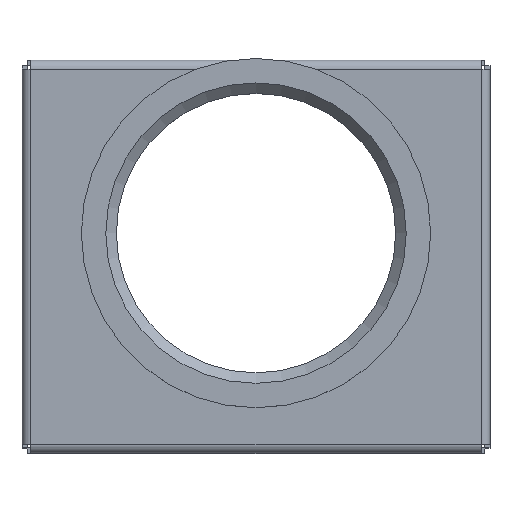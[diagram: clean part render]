
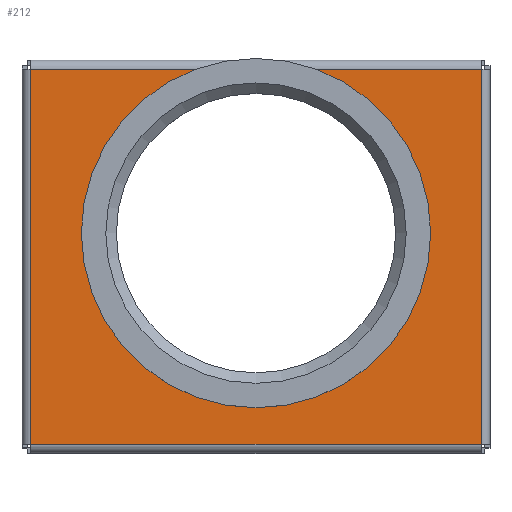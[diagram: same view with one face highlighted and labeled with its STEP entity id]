
A CAD part, top view. The second image highlights one B-rep face of the part: STEP entity #212.
In plain terms, the highlighted planar face has unit normal (0, 0, 1).
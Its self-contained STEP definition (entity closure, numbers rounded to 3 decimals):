
#212 = ADVANCED_FACE( '', ( #425, #426 ), #427, .T. );
#425 = FACE_BOUND( '', #641, .T. );
#426 = FACE_OUTER_BOUND( '', #642, .T. );
#427 = PLANE( '', #643 );
#641 = EDGE_LOOP( '', ( #1048 ) );
#642 = EDGE_LOOP( '', ( #1049, #1050, #1051, #1052 ) );
#643 = AXIS2_PLACEMENT_3D( '', #1053, #1054, #1055 );
#1048 = ORIENTED_EDGE( '', *, *, #1327, .F. );
#1049 = ORIENTED_EDGE( '', *, *, #1229, .T. );
#1050 = ORIENTED_EDGE( '', *, *, #1345, .T. );
#1051 = ORIENTED_EDGE( '', *, *, #1316, .T. );
#1052 = ORIENTED_EDGE( '', *, *, #1294, .T. );
#1053 = CARTESIAN_POINT( '', ( -129., 2.652, 100. ) );
#1054 = DIRECTION( '', ( 0., 0., 1. ) );
#1055 = DIRECTION( '', ( 0., -1., 0. ) );
#1229 = EDGE_CURVE( '', #1437, #1441, #1443, .T. );
#1294 = EDGE_CURVE( '', #1428, #1437, #1538, .T. );
#1316 = EDGE_CURVE( '', #1384, #1428, #1568, .T. );
#1327 = EDGE_CURVE( '', #1581, #1581, #1582, .T. );
#1345 = EDGE_CURVE( '', #1441, #1384, #1603, .T. );
#1384 = VERTEX_POINT( '', #1648 );
#1428 = VERTEX_POINT( '', #1707 );
#1437 = VERTEX_POINT( '', #1718 );
#1441 = VERTEX_POINT( '', #1723 );
#1443 = LINE( '', #1725, #1726 );
#1538 = LINE( '', #1857, #1858 );
#1568 = LINE( '', #1895, #1896 );
#1581 = VERTEX_POINT( '', #1915 );
#1582 = CIRCLE( '', #1916, 86.5 );
#1603 = LINE( '', #1945, #1946 );
#1648 = CARTESIAN_POINT( '', ( -129., 220., 100. ) );
#1707 = CARTESIAN_POINT( '', ( -129., 5., 100. ) );
#1718 = CARTESIAN_POINT( '', ( 129., 5., 100. ) );
#1723 = CARTESIAN_POINT( '', ( 129., 220., 100. ) );
#1725 = CARTESIAN_POINT( '', ( 129., 2.652, 100. ) );
#1726 = VECTOR( '', #2033, 1000. );
#1857 = CARTESIAN_POINT( '', ( -129., 5., 100. ) );
#1858 = VECTOR( '', #2106, 1000. );
#1895 = CARTESIAN_POINT( '', ( -129., 2.652, 100. ) );
#1896 = VECTOR( '', #2135, 1000. );
#1915 = CARTESIAN_POINT( '', ( 0., 212.5, 100. ) );
#1916 = AXIS2_PLACEMENT_3D( '', #2142, #2143, #2144 );
#1945 = CARTESIAN_POINT( '', ( 129., 220., 100. ) );
#1946 = VECTOR( '', #2156, 1000. );
#2033 = DIRECTION( '', ( 0., 1., 0. ) );
#2106 = DIRECTION( '', ( 1., 0., 0. ) );
#2135 = DIRECTION( '', ( 0., -1., 0. ) );
#2142 = CARTESIAN_POINT( '', ( 0., 126., 100. ) );
#2143 = DIRECTION( '', ( 0., 0., 1. ) );
#2144 = DIRECTION( '', ( 0., 1., 0. ) );
#2156 = DIRECTION( '', ( -1., 0., 0. ) );
